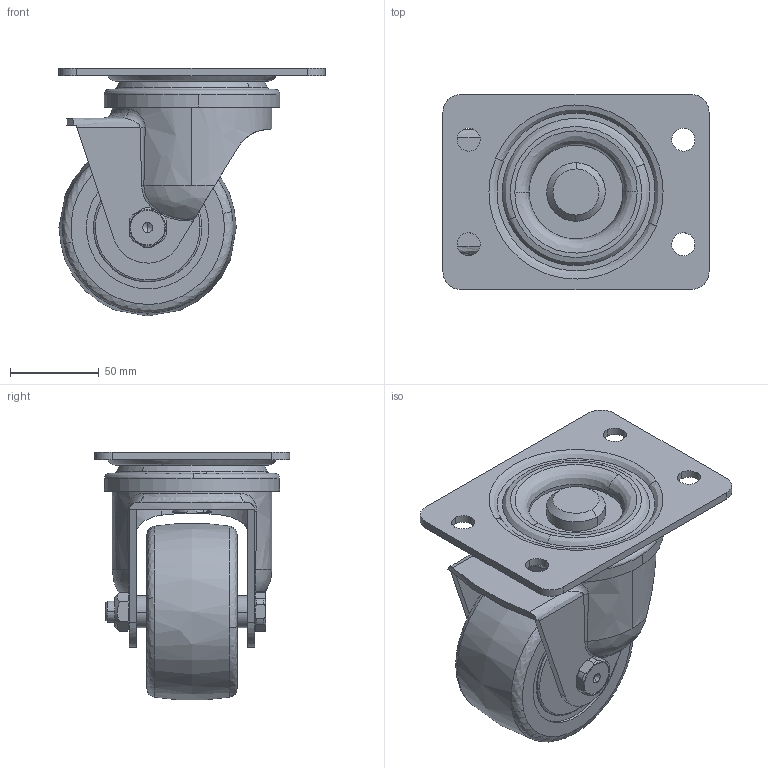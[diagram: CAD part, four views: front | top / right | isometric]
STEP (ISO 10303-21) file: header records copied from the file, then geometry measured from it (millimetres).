
FILE_DESCRIPTION((''),'2;1');
FILE_NAME('','2008-04-30T14:27:38',(''),(''),'','CADfix','');
FILE_SCHEMA(('AUTOMOTIVE_DESIGN { 1 0 10303 214 1 1 1 1 }'));
Length unit declared in the file: millimetre
Bounding box: 150 x 110 x 139.8 mm (x, y, z)
Volume: 644326.3 mm3; surface area: 138573 mm2
Topology: 5 solids, 5 shells, 219 faces, 689 edges, 500 vertices
Faces by surface type: bspline 219
Entity records: 12996 total; most frequent: CARTESIAN_POINT 9273, ORIENTED_EDGE 1374, EDGE_CURVE 687, VERTEX_POINT 500, EDGE_LOOP 259, FACE_OUTER_BOUND 219, ADVANCED_FACE 219, QUASI_UNIFORM_CURVE 159
